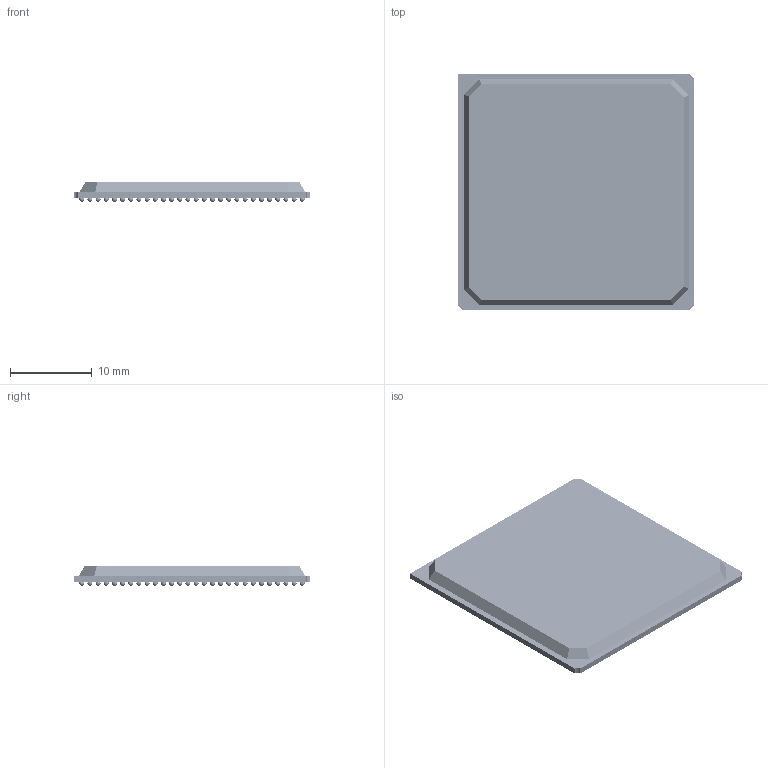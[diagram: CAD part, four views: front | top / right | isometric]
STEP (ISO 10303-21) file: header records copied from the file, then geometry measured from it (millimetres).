
FILE_DESCRIPTION((''),'2;1');
FILE_NAME('BGA780C100P28X28_2900X2900X240.stp','2015-09-18T14:10:59',(''),(''),'Mechanical Desktop 2011','Mechanical Desktop 2011',', , ');
FILE_SCHEMA(('AUTOMOTIVE_DESIGN { 1 2 10303 214 1 1 1 1 }'));
Length unit declared in the file: millimetre
Products named in the file (1): Product
Bounding box: 29 x 29 x 2.4 mm (x, y, z)
Volume: 1539.3 mm3; surface area: 5887.2 mm2
Topology: 783 solids, 783 shells, 2368 faces, 5526 edges, 2384 vertices
Faces by surface type: sphere 1560, plane 802, cylinder 6
Entity records: 46879 total; most frequent: DIRECTION 9496, CARTESIAN_POINT 7159, ORIENTED_EDGE 4812, AXIS2_PLACEMENT_3D 4721, EDGE_LOOP 3148, EDGE_CURVE 2406, VERTEX_POINT 2384, FACE_OUTER_BOUND 2368
